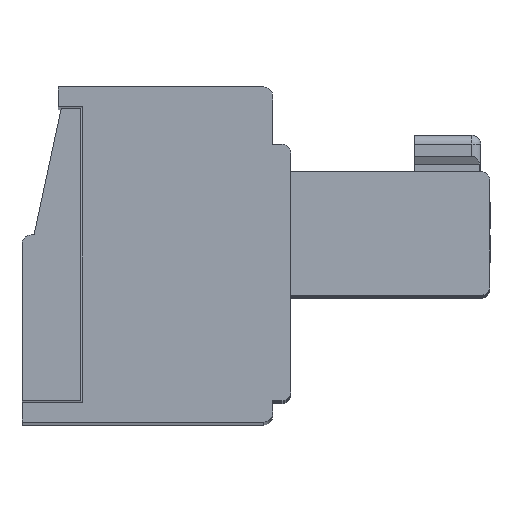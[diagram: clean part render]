
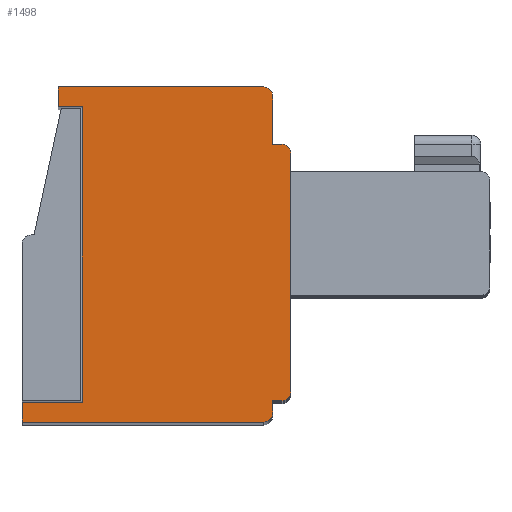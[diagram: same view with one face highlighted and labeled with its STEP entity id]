
A CAD part, top view. The second image highlights one B-rep face of the part: STEP entity #1498.
In plain terms, the highlighted planar face has unit normal (0, 0, 1).
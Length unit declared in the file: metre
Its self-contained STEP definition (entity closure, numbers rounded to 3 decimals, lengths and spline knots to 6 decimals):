
#1498=ADVANCED_FACE('',(#4002),#4003,.F.);
#4002=FACE_OUTER_BOUND('',#7622,.T.);
#4003=PLANE('',#7623);
#7622=EDGE_LOOP('',(#12167,#12168,#12169,#12170,#12171,#12172,#12173,#12174,#12175,#12176,#12177,#12178,#12179,#12180,#12181,#12182));
#7623=AXIS2_PLACEMENT_3D('',#12183,#12184,#12185);
#12167=ORIENTED_EDGE('',*,*,#21881,.T.);
#12168=ORIENTED_EDGE('',*,*,#21882,.T.);
#12169=ORIENTED_EDGE('',*,*,#21883,.T.);
#12170=ORIENTED_EDGE('',*,*,#21870,.T.);
#12171=ORIENTED_EDGE('',*,*,#21884,.T.);
#12172=ORIENTED_EDGE('',*,*,#21885,.F.);
#12173=ORIENTED_EDGE('',*,*,#21886,.T.);
#12174=ORIENTED_EDGE('',*,*,#21887,.T.);
#12175=ORIENTED_EDGE('',*,*,#21888,.T.);
#12176=ORIENTED_EDGE('',*,*,#21889,.T.);
#12177=ORIENTED_EDGE('',*,*,#21890,.T.);
#12178=ORIENTED_EDGE('',*,*,#21891,.T.);
#12179=ORIENTED_EDGE('',*,*,#21892,.T.);
#12180=ORIENTED_EDGE('',*,*,#21893,.F.);
#12181=ORIENTED_EDGE('',*,*,#21894,.T.);
#12182=ORIENTED_EDGE('',*,*,#21895,.T.);
#12183=CARTESIAN_POINT('',(0.013673,0.00851,0.049128));
#12184=DIRECTION('',(0.,0.,-1.0));
#12185=DIRECTION('',(0.0,-1.0,0.));
#21870=EDGE_CURVE('',#26424,#26422,#26425,.T.);
#21881=EDGE_CURVE('',#26441,#26442,#26443,.T.);
#21882=EDGE_CURVE('',#26442,#26444,#26445,.T.);
#21883=EDGE_CURVE('',#26444,#26424,#26446,.T.);
#21884=EDGE_CURVE('',#26422,#26447,#26448,.T.);
#21885=EDGE_CURVE('',#26449,#26447,#26450,.T.);
#21886=EDGE_CURVE('',#26449,#26451,#26452,.T.);
#21887=EDGE_CURVE('',#26451,#26453,#26454,.T.);
#21888=EDGE_CURVE('',#26453,#26455,#26456,.T.);
#21889=EDGE_CURVE('',#26455,#26457,#26458,.T.);
#21890=EDGE_CURVE('',#26457,#26459,#26460,.T.);
#21891=EDGE_CURVE('',#26459,#26461,#26462,.T.);
#21892=EDGE_CURVE('',#26461,#26463,#26464,.T.);
#21893=EDGE_CURVE('',#26465,#26463,#26466,.T.);
#21894=EDGE_CURVE('',#26465,#26467,#26468,.T.);
#21895=EDGE_CURVE('',#26467,#26441,#26469,.T.);
#26422=VERTEX_POINT('',#33387);
#26424=VERTEX_POINT('',#33390);
#26425=LINE('',#33391,#33392);
#26441=VERTEX_POINT('',#33412);
#26442=VERTEX_POINT('',#33413);
#26443=LINE('',#33414,#33415);
#26444=VERTEX_POINT('',#33416);
#26445=CIRCLE('',#33417,0.0003);
#26446=LINE('',#33418,#33419);
#26447=VERTEX_POINT('',#33420);
#26448=CIRCLE('',#33421,0.0003);
#26449=VERTEX_POINT('',#33422);
#26450=LINE('',#33423,#33424);
#26451=VERTEX_POINT('',#33425);
#26452=CIRCLE('',#33426,0.0003);
#26453=VERTEX_POINT('',#33427);
#26454=LINE('',#33428,#33429);
#26455=VERTEX_POINT('',#33430);
#26456=LINE('',#33431,#33432);
#26457=VERTEX_POINT('',#33433);
#26458=CIRCLE('',#33434,0.0003);
#26459=VERTEX_POINT('',#33435);
#26460=LINE('',#33436,#33437);
#26461=VERTEX_POINT('',#33438);
#26462=LINE('',#33439,#33440);
#26463=VERTEX_POINT('',#33441);
#26464=LINE('',#33442,#33443);
#26465=VERTEX_POINT('',#33444);
#26466=LINE('',#33445,#33446);
#26467=VERTEX_POINT('',#33447);
#26468=LINE('',#33448,#33449);
#26469=LINE('',#33450,#33451);
#33387=CARTESIAN_POINT('',(0.007073,0.00121,0.049128));
#33390=CARTESIAN_POINT('',(0.006773,0.00121,0.049128));
#33391=CARTESIAN_POINT('',(0.013673,0.00121,0.049128));
#33392=VECTOR('',#40715,1.0);
#33412=CARTESIAN_POINT('',(-0.001527,0.00051,0.049128));
#33413=CARTESIAN_POINT('',(0.006473,0.00051,0.049128));
#33414=CARTESIAN_POINT('',(0.013673,0.00051,0.049128));
#33415=VECTOR('',#40729,1.0);
#33416=CARTESIAN_POINT('',(0.006773,0.00081,0.049128));
#33417=AXIS2_PLACEMENT_3D('',#40730,#40731,#40732);
#33418=CARTESIAN_POINT('',(0.006773,0.00851,0.049128));
#33419=VECTOR('',#40733,1.0);
#33420=CARTESIAN_POINT('',(0.007373,0.00151,0.049128));
#33421=AXIS2_PLACEMENT_3D('',#40734,#40735,#40736);
#33422=CARTESIAN_POINT('',(0.007373,0.00941,0.049128));
#33423=CARTESIAN_POINT('',(0.007373,0.00941,0.049128));
#33424=VECTOR('',#40737,1.0);
#33425=CARTESIAN_POINT('',(0.007073,0.00971,0.049128));
#33426=AXIS2_PLACEMENT_3D('',#40738,#40739,#40740);
#33427=CARTESIAN_POINT('',(0.006773,0.00971,0.049128));
#33428=CARTESIAN_POINT('',(0.006773,0.00971,0.049128));
#33429=VECTOR('',#40741,1.0);
#33430=CARTESIAN_POINT('',(0.006773,0.01131,0.049128));
#33431=CARTESIAN_POINT('',(0.006773,0.00851,0.049128));
#33432=VECTOR('',#40742,1.0);
#33433=CARTESIAN_POINT('',(0.006473,0.01161,0.049128));
#33434=AXIS2_PLACEMENT_3D('',#40743,#40744,#40745);
#33435=CARTESIAN_POINT('',(-0.000327,0.01161,0.049128));
#33436=CARTESIAN_POINT('',(0.013673,0.01161,0.049128));
#33437=VECTOR('',#40746,1.0);
#33438=CARTESIAN_POINT('',(-0.000327,0.01096,0.049128));
#33439=CARTESIAN_POINT('',(-0.000327,0.00851,0.049128));
#33440=VECTOR('',#40747,1.0);
#33441=CARTESIAN_POINT('',(0.000473,0.01096,0.049128));
#33442=CARTESIAN_POINT('',(0.013673,0.01096,0.049128));
#33443=VECTOR('',#40748,1.0);
#33444=CARTESIAN_POINT('',(0.000473,0.00116,0.049128));
#33445=CARTESIAN_POINT('',(0.000473,0.00116,0.049128));
#33446=VECTOR('',#40749,1.0);
#33447=CARTESIAN_POINT('',(-0.001527,0.00116,0.049128));
#33448=CARTESIAN_POINT('',(0.013673,0.00116,0.049128));
#33449=VECTOR('',#40750,1.0);
#33450=CARTESIAN_POINT('',(-0.001527,0.00851,0.049128));
#33451=VECTOR('',#40751,1.0);
#40715=DIRECTION('',(1.0,0.,0.));
#40729=DIRECTION('',(1.0,0.,0.));
#40730=CARTESIAN_POINT('',(0.006473,0.00081,0.049128));
#40731=DIRECTION('',(0.,0.,1.0));
#40732=DIRECTION('',(-1.0,0.,0.));
#40733=DIRECTION('',(0.,1.0,0.));
#40734=CARTESIAN_POINT('',(0.007073,0.00151,0.049128));
#40735=DIRECTION('',(0.,0.,1.0));
#40736=DIRECTION('',(-1.0,0.,0.));
#40737=DIRECTION('',(0.,-1.0,0.0));
#40738=CARTESIAN_POINT('',(0.007073,0.00941,0.049128));
#40739=DIRECTION('',(0.,0.,1.0));
#40740=DIRECTION('',(-1.0,0.0,0.));
#40741=DIRECTION('',(-1.0,0.,0.));
#40742=DIRECTION('',(0.,1.0,0.));
#40743=CARTESIAN_POINT('',(0.006473,0.01131,0.049128));
#40744=DIRECTION('',(0.,0.,1.0));
#40745=DIRECTION('',(-1.0,0.,0.));
#40746=DIRECTION('',(-1.0,0.,0.));
#40747=DIRECTION('',(0.,-1.0,0.));
#40748=DIRECTION('',(1.0,0.,0.));
#40749=DIRECTION('',(0.,1.0,0.0));
#40750=DIRECTION('',(-1.0,0.,0.));
#40751=DIRECTION('',(0.,-1.0,0.));
